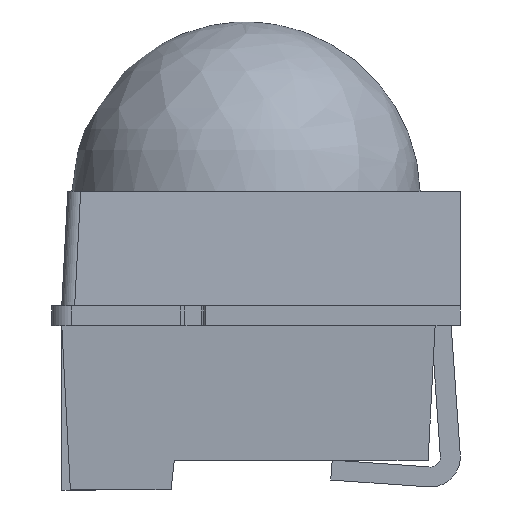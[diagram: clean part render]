
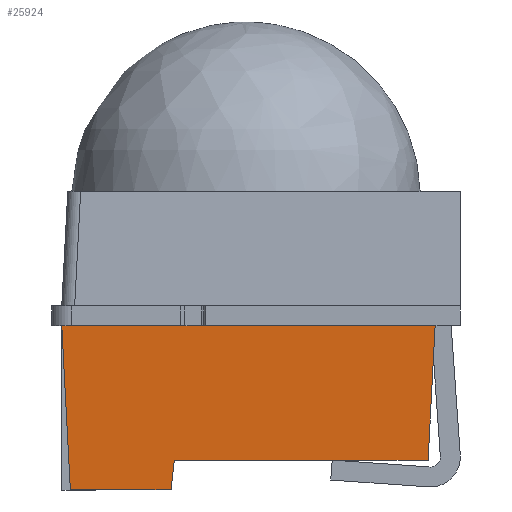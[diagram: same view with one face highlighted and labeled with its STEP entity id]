
A CAD part, left-side view. The second image highlights one B-rep face of the part: STEP entity #25924.
In plain terms, the highlighted planar face has unit normal (-0.999, 0, -0.052).
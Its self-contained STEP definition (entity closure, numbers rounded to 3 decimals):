
#18625=CARTESIAN_POINT('',(-4.85,0.717,-0.1));
#18626=VERTEX_POINT('',#18625);
#18627=CARTESIAN_POINT('',(-4.85,0.542,-0.1));
#18628=VERTEX_POINT('',#18627);
#18629=CARTESIAN_POINT('',(-4.85,0.717,-0.1));
#18630=DIRECTION('',(0.0,-1.0,0.0));
#18631=VECTOR('',#18630,0.175);
#18632=LINE('',#18629,#18631);
#18633=EDGE_CURVE('',#18626,#18628,#18632,.T.);
#24941=CARTESIAN_POINT('',(-4.85,1.97,-0.1));
#24942=VERTEX_POINT('',#24941);
#24949=CARTESIAN_POINT('',(-4.85,1.97,-0.1));
#24950=DIRECTION('',(0.0,-1.0,0.0));
#24951=VECTOR('',#24950,1.253);
#24952=LINE('',#24949,#24951);
#24953=EDGE_CURVE('',#24942,#18626,#24952,.T.);
#24964=CARTESIAN_POINT('',(-4.85,-1.78,-0.1));
#24965=VERTEX_POINT('',#24964);
#24966=CARTESIAN_POINT('',(-4.85,0.542,-0.1));
#24967=DIRECTION('',(0.0,-1.0,0.0));
#24968=VECTOR('',#24967,2.322);
#24969=LINE('',#24966,#24968);
#24970=EDGE_CURVE('',#18628,#24965,#24969,.T.);
#25740=CARTESIAN_POINT('',(-4.764,0.872,-1.75));
#25741=VERTEX_POINT('',#25740);
#25748=CARTESIAN_POINT('',(-4.764,1.884,-1.75));
#25749=VERTEX_POINT('',#25748);
#25750=CARTESIAN_POINT('',(-4.764,1.884,-1.75));
#25751=DIRECTION('',(0.0,-1.0,0.0));
#25752=VECTOR('',#25751,1.012);
#25753=LINE('',#25750,#25752);
#25754=EDGE_CURVE('',#25749,#25741,#25753,.T.);
#25799=CARTESIAN_POINT('',(-4.779,0.84,-1.45));
#25800=VERTEX_POINT('',#25799);
#25807=CARTESIAN_POINT('',(-4.779,0.84,-1.45));
#25808=DIRECTION('',(0.052,0.104,-0.993));
#25809=VECTOR('',#25808,0.302);
#25810=LINE('',#25807,#25809);
#25811=EDGE_CURVE('',#25800,#25741,#25810,.T.);
#25870=CARTESIAN_POINT('',(-4.779,-1.709,-1.45));
#25871=VERTEX_POINT('',#25870);
#25872=CARTESIAN_POINT('',(-4.85,-1.78,-0.1));
#25873=DIRECTION('',(0.052,0.052,-0.997));
#25874=VECTOR('',#25873,1.354);
#25875=LINE('',#25872,#25874);
#25876=EDGE_CURVE('',#24965,#25871,#25875,.T.);
#25893=CARTESIAN_POINT('',(-4.779,0.84,-1.45));
#25894=DIRECTION('',(0.0,-1.0,0.0));
#25895=VECTOR('',#25894,2.549);
#25896=LINE('',#25893,#25895);
#25897=EDGE_CURVE('',#25800,#25871,#25896,.T.);
#25904=CARTESIAN_POINT('',(-4.807,1.069,-0.925));
#25905=DIRECTION('',(-0.999,0.,-0.052));
#25906=DIRECTION('',(-0.052,0.0,0.999));
#25907=AXIS2_PLACEMENT_3D('',#25904,#25905,#25906);
#25908=PLANE('',#25907);
#25909=ORIENTED_EDGE('',*,*,#25811,.F.);
#25910=ORIENTED_EDGE('',*,*,#25897,.T.);
#25911=ORIENTED_EDGE('',*,*,#25876,.F.);
#25912=ORIENTED_EDGE('',*,*,#24970,.F.);
#25913=ORIENTED_EDGE('',*,*,#18633,.F.);
#25914=ORIENTED_EDGE('',*,*,#24953,.F.);
#25915=CARTESIAN_POINT('',(-4.764,1.884,-1.75));
#25916=DIRECTION('',(-0.052,0.052,0.997));
#25917=VECTOR('',#25916,1.655);
#25918=LINE('',#25915,#25917);
#25919=EDGE_CURVE('',#25749,#24942,#25918,.T.);
#25920=ORIENTED_EDGE('',*,*,#25919,.F.);
#25921=ORIENTED_EDGE('',*,*,#25754,.T.);
#25922=EDGE_LOOP('',(#25909,#25910,#25911,#25912,#25913,#25914,#25920,#25921));
#25923=FACE_OUTER_BOUND('',#25922,.T.);
#25924=ADVANCED_FACE('',(#25923),#25908,.T.);
